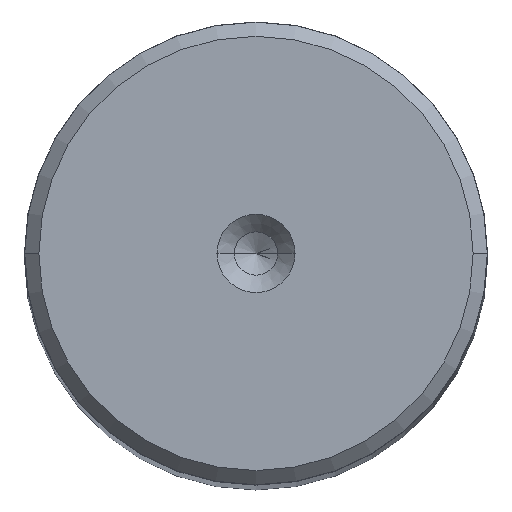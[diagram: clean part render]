
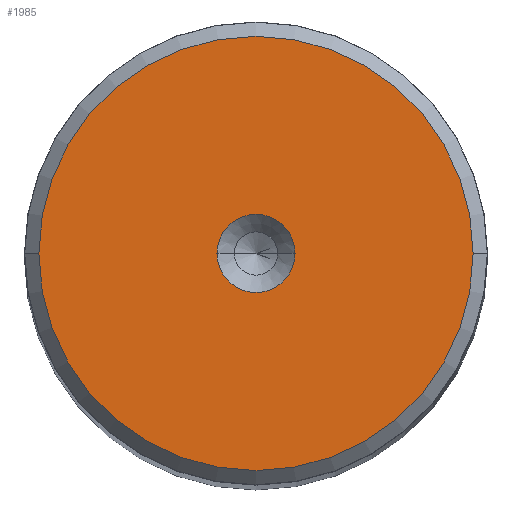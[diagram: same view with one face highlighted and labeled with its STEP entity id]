
A CAD part, top view. The second image highlights one B-rep face of the part: STEP entity #1985.
In plain terms, the highlighted planar face has unit normal (0, 0, 1).
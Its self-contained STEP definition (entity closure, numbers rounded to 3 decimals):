
#7 = DIRECTION ( 'NONE',  ( 0., 0., 1. ) ) ;
#22 = PLANE ( 'NONE',  #1559 ) ;
#81 = AXIS2_PLACEMENT_3D ( 'NONE', #1354, #564, #1530 ) ;
#140 = VERTEX_POINT ( 'NONE', #1214 ) ;
#187 = CARTESIAN_POINT ( 'NONE',  ( 0., 0., 200. ) ) ;
#203 = AXIS2_PLACEMENT_3D ( 'NONE', #187, #7, #1346 ) ;
#204 = DIRECTION ( 'NONE',  ( 0., 0., 1. ) ) ;
#365 = CARTESIAN_POINT ( 'NONE',  ( -2.7, 0., 200. ) ) ;
#375 = DIRECTION ( 'NONE',  ( 1., 0., 0. ) ) ;
#517 = CARTESIAN_POINT ( 'NONE',  ( 2.7, 0., 200. ) ) ;
#551 = DIRECTION ( 'NONE',  ( 0., 0., 1. ) ) ;
#564 = DIRECTION ( 'NONE',  ( 0., 0., 1. ) ) ;
#623 = VERTEX_POINT ( 'NONE', #517 ) ;
#761 = DIRECTION ( 'NONE',  ( 0., 0., 1. ) ) ;
#767 = CIRCLE ( 'NONE', #1626, 2.7 ) ;
#790 = EDGE_CURVE ( 'NONE', #623, #799, #2077, .T. ) ;
#799 = VERTEX_POINT ( 'NONE', #365 ) ;
#833 = ORIENTED_EDGE ( 'NONE', *, *, #790, .F. ) ;
#852 = EDGE_CURVE ( 'NONE', #140, #1272, #2108, .T. ) ;
#958 = DIRECTION ( 'NONE',  ( 1., 0., 0. ) ) ;
#967 = CARTESIAN_POINT ( 'NONE',  ( 0., 0., 200. ) ) ;
#979 = DIRECTION ( 'NONE',  ( 1., 0., 0. ) ) ;
#1025 = AXIS2_PLACEMENT_3D ( 'NONE', #1546, #551, #979 ) ;
#1214 = CARTESIAN_POINT ( 'NONE',  ( -15.011, 0., 200. ) ) ;
#1272 = VERTEX_POINT ( 'NONE', #1882 ) ;
#1346 = DIRECTION ( 'NONE',  ( 1., 0., 0. ) ) ;
#1354 = CARTESIAN_POINT ( 'NONE',  ( 0., 0., 200. ) ) ;
#1403 = EDGE_LOOP ( 'NONE', ( #1581, #2031 ) ) ;
#1413 = EDGE_CURVE ( 'NONE', #799, #623, #767, .T. ) ;
#1418 = EDGE_CURVE ( 'NONE', #1272, #140, #2230, .T. ) ;
#1462 = EDGE_LOOP ( 'NONE', ( #833, #1643 ) ) ;
#1530 = DIRECTION ( 'NONE',  ( 1., 0., 0. ) ) ;
#1546 = CARTESIAN_POINT ( 'NONE',  ( 0., 0., 200. ) ) ;
#1559 = AXIS2_PLACEMENT_3D ( 'NONE', #967, #761, #958 ) ;
#1581 = ORIENTED_EDGE ( 'NONE', *, *, #852, .T. ) ;
#1626 = AXIS2_PLACEMENT_3D ( 'NONE', #2114, #204, #375 ) ;
#1643 = ORIENTED_EDGE ( 'NONE', *, *, #1413, .F. ) ;
#1882 = CARTESIAN_POINT ( 'NONE',  ( 15.011, 0., 200. ) ) ;
#1985 = ADVANCED_FACE ( 'NONE', ( #2343, #2050 ), #22, .T. ) ;
#2031 = ORIENTED_EDGE ( 'NONE', *, *, #1418, .T. ) ;
#2050 = FACE_OUTER_BOUND ( 'NONE', #1403, .T. ) ;
#2077 = CIRCLE ( 'NONE', #81, 2.7 ) ;
#2108 = CIRCLE ( 'NONE', #203, 15.011 ) ;
#2114 = CARTESIAN_POINT ( 'NONE',  ( 0., 0., 200. ) ) ;
#2230 = CIRCLE ( 'NONE', #1025, 15.011 ) ;
#2343 = FACE_BOUND ( 'NONE', #1462, .T. ) ;
